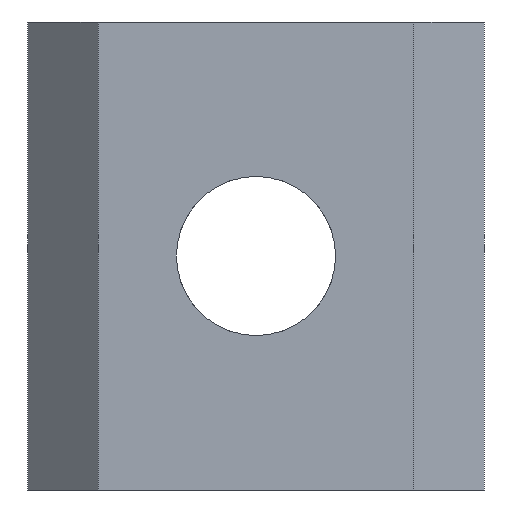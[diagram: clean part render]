
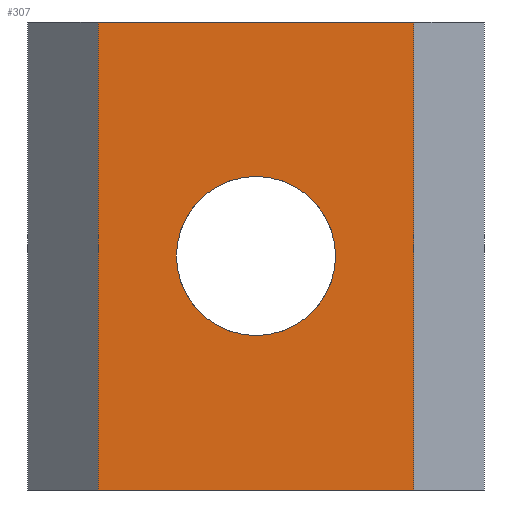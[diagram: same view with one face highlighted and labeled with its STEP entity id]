
A CAD part, front view. The second image highlights one B-rep face of the part: STEP entity #307.
In plain terms, the highlighted planar face has unit normal (0, -1, 0).
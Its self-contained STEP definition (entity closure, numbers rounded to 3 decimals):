
#4 = DIRECTION ( 'NONE',  ( -1., 0., 0. ) ) ;
#8 = PLANE ( 'NONE',  #219 ) ;
#9 = EDGE_CURVE ( 'NONE', #295, #397, #505, .T. ) ;
#17 = ORIENTED_EDGE ( 'NONE', *, *, #670, .T. ) ;
#35 = CARTESIAN_POINT ( 'NONE',  ( -6.75, -10.6, 10. ) ) ;
#43 = DIRECTION ( 'NONE',  ( 0., 1., 0. ) ) ;
#53 = CIRCLE ( 'NONE', #379, 3.4 ) ;
#83 = VERTEX_POINT ( 'NONE', #589 ) ;
#86 = CARTESIAN_POINT ( 'NONE',  ( -6.75, -10.6, -10. ) ) ;
#92 = VERTEX_POINT ( 'NONE', #582 ) ;
#121 = ORIENTED_EDGE ( 'NONE', *, *, #247, .F. ) ;
#166 = CARTESIAN_POINT ( 'NONE',  ( 6.75, -10.6, -10. ) ) ;
#189 = VECTOR ( 'NONE', #297, 1000. ) ;
#205 = VECTOR ( 'NONE', #353, 1000. ) ;
#214 = DIRECTION ( 'NONE',  ( 0., 0., 1. ) ) ;
#215 = DIRECTION ( 'NONE',  ( 0., 1., 0. ) ) ;
#216 = CARTESIAN_POINT ( 'NONE',  ( 0., -10.6, 0. ) ) ;
#218 = EDGE_CURVE ( 'NONE', #83, #397, #475, .T. ) ;
#219 = AXIS2_PLACEMENT_3D ( 'NONE', #35, #43, #4 ) ;
#224 = VECTOR ( 'NONE', #410, 1000. ) ;
#227 = VERTEX_POINT ( 'NONE', #309 ) ;
#239 = CARTESIAN_POINT ( 'NONE',  ( -6.75, -10.6, -10. ) ) ;
#247 = EDGE_CURVE ( 'NONE', #227, #83, #591, .T. ) ;
#258 = EDGE_CURVE ( 'NONE', #640, #92, #53, .T. ) ;
#295 = VERTEX_POINT ( 'NONE', #86 ) ;
#297 = DIRECTION ( 'NONE',  ( 1., 0., 0. ) ) ;
#307 = ADVANCED_FACE ( 'NONE', ( #361, #619 ), #8, .F. ) ;
#309 = CARTESIAN_POINT ( 'NONE',  ( -6.75, -10.6, 10. ) ) ;
#312 = CARTESIAN_POINT ( 'NONE',  ( -6.75, -10.6, 10. ) ) ;
#317 = DIRECTION ( 'NONE',  ( 0., 0., -1. ) ) ;
#325 = CARTESIAN_POINT ( 'NONE',  ( 6.75, -10.6, 10. ) ) ;
#328 = VECTOR ( 'NONE', #317, 1000. ) ;
#330 = EDGE_LOOP ( 'NONE', ( #17, #587 ) ) ;
#353 = DIRECTION ( 'NONE',  ( 1., 0., 0. ) ) ;
#361 = FACE_BOUND ( 'NONE', #330, .T. ) ;
#379 = AXIS2_PLACEMENT_3D ( 'NONE', #216, #215, #214 ) ;
#397 = VERTEX_POINT ( 'NONE', #166 ) ;
#403 = CARTESIAN_POINT ( 'NONE',  ( 0., -10.6, -3.4 ) ) ;
#410 = DIRECTION ( 'NONE',  ( 0., 0., -1. ) ) ;
#412 = CIRCLE ( 'NONE', #504, 3.4 ) ;
#438 = ORIENTED_EDGE ( 'NONE', *, *, #9, .T. ) ;
#473 = ORIENTED_EDGE ( 'NONE', *, *, #218, .F. ) ;
#475 = LINE ( 'NONE', #325, #328 ) ;
#504 = AXIS2_PLACEMENT_3D ( 'NONE', #635, #585, #542 ) ;
#505 = LINE ( 'NONE', #239, #205 ) ;
#506 = LINE ( 'NONE', #522, #224 ) ;
#522 = CARTESIAN_POINT ( 'NONE',  ( -6.75, -10.6, 10. ) ) ;
#537 = EDGE_CURVE ( 'NONE', #227, #295, #506, .T. ) ;
#540 = ORIENTED_EDGE ( 'NONE', *, *, #537, .T. ) ;
#542 = DIRECTION ( 'NONE',  ( 0., 0., 1. ) ) ;
#582 = CARTESIAN_POINT ( 'NONE',  ( 0., -10.6, 3.4 ) ) ;
#585 = DIRECTION ( 'NONE',  ( 0., 1., 0. ) ) ;
#587 = ORIENTED_EDGE ( 'NONE', *, *, #258, .T. ) ;
#589 = CARTESIAN_POINT ( 'NONE',  ( 6.75, -10.6, 10. ) ) ;
#591 = LINE ( 'NONE', #312, #189 ) ;
#619 = FACE_OUTER_BOUND ( 'NONE', #624, .T. ) ;
#624 = EDGE_LOOP ( 'NONE', ( #438, #473, #121, #540 ) ) ;
#635 = CARTESIAN_POINT ( 'NONE',  ( 0., -10.6, 0. ) ) ;
#640 = VERTEX_POINT ( 'NONE', #403 ) ;
#670 = EDGE_CURVE ( 'NONE', #92, #640, #412, .T. ) ;
